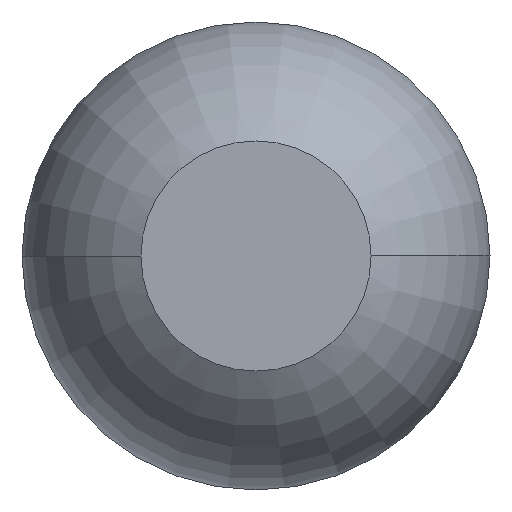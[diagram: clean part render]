
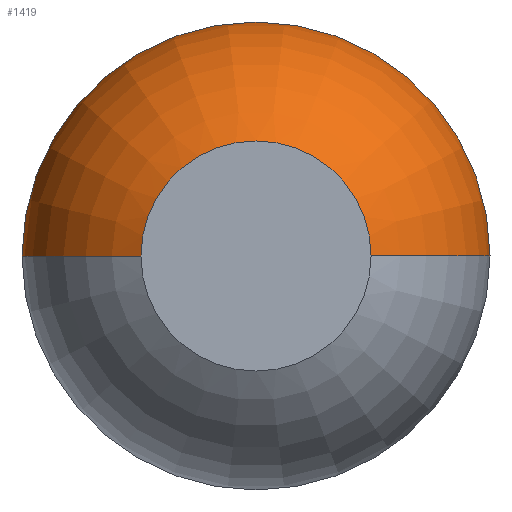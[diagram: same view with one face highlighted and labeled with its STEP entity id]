
A CAD part, front view. The second image highlights one B-rep face of the part: STEP entity #1419.
In plain terms, the highlighted toroidal (fillet/blend) face has major radius 0.005 mm and minor radius 0.3 mm.
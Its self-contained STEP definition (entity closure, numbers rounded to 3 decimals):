
#4 = ORIENTED_EDGE ( 'NONE', *, *, #3341, .F. ) ;
#45 = DIRECTION ( 'NONE',  ( -1., 0., 0. ) ) ;
#241 = CIRCLE ( 'NONE', #2454, 0.15 ) ;
#318 = DIRECTION ( 'NONE',  ( 0., 0., 1. ) ) ;
#590 = DIRECTION ( 'NONE',  ( 0., 1., 0. ) ) ;
#622 = DIRECTION ( 'NONE',  ( -1., 0., 0. ) ) ;
#704 = ORIENTED_EDGE ( 'NONE', *, *, #1010, .F. ) ;
#813 = EDGE_CURVE ( 'Defeature ausgef�hrt1_0+Defeature ausgef�hrt1_11+Defeature ausgef�hrt1_11+Defeature ausgef�hrt1_11', #2476, #2220, #241, .T. ) ;
#892 = VERTEX_POINT ( 'NONE', #1859 ) ;
#955 = CIRCLE ( 'NONE', #1981, 0.3 ) ;
#1010 = EDGE_CURVE ( 'NONE', #2476, #2796, #955, .T. ) ;
#1029 = CARTESIAN_POINT ( 'NONE',  ( -0.15, -29., 0. ) ) ;
#1120 = AXIS2_PLACEMENT_3D ( 'NONE', #1243, #318, #2406 ) ;
#1243 = CARTESIAN_POINT ( 'NONE',  ( 0.005, -28.737, 0. ) ) ;
#1261 = CARTESIAN_POINT ( 'NONE',  ( -0.305, -28.737, 0. ) ) ;
#1341 = DIRECTION ( 'NONE',  ( -1., 0., 0. ) ) ;
#1419 = ADVANCED_FACE ( 'Defeature ausgef�hrt1_0', ( #2495 ), #2224, .T. ) ;
#1577 = CARTESIAN_POINT ( 'NONE',  ( -0.005, -28.737, 0. ) ) ;
#1635 = DIRECTION ( 'NONE',  ( 0., 0., -1. ) ) ;
#1674 = AXIS2_PLACEMENT_3D ( 'NONE', #2562, #2784, #1928 ) ;
#1713 = CIRCLE ( 'NONE', #1120, 0.3 ) ;
#1833 = ORIENTED_EDGE ( 'NONE', *, *, #813, .T. ) ;
#1859 = CARTESIAN_POINT ( 'NONE',  ( 0.305, -28.737, 0. ) ) ;
#1912 = CARTESIAN_POINT ( 'NONE',  ( 0.15, -29., 0. ) ) ;
#1928 = DIRECTION ( 'NONE',  ( -1., 0., 0. ) ) ;
#1981 = AXIS2_PLACEMENT_3D ( 'NONE', #1577, #1635, #1341 ) ;
#1991 = EDGE_CURVE ( 'NONE', #2220, #892, #1713, .T. ) ;
#2220 = VERTEX_POINT ( 'NONE', #1912 ) ;
#2224 = TOROIDAL_SURFACE ( 'NONE', #2236, 0.005, 0.3 ) ;
#2236 = AXIS2_PLACEMENT_3D ( 'NONE', #2337, #590, #45 ) ;
#2267 = CIRCLE ( 'NONE', #1674, 0.305 ) ;
#2337 = CARTESIAN_POINT ( 'NONE',  ( 0., -28.737, 0. ) ) ;
#2406 = DIRECTION ( 'NONE',  ( 1., 0., 0. ) ) ;
#2454 = AXIS2_PLACEMENT_3D ( 'NONE', #3519, #2651, #622 ) ;
#2476 = VERTEX_POINT ( 'NONE', #1029 ) ;
#2495 = FACE_OUTER_BOUND ( 'NONE', #2592, .T. ) ;
#2562 = CARTESIAN_POINT ( 'NONE',  ( 0., -28.737, 0. ) ) ;
#2592 = EDGE_LOOP ( 'NONE', ( #1833, #3049, #4, #704 ) ) ;
#2651 = DIRECTION ( 'NONE',  ( 0., 1., 0. ) ) ;
#2784 = DIRECTION ( 'NONE',  ( 0., 1., 0. ) ) ;
#2796 = VERTEX_POINT ( 'NONE', #1261 ) ;
#3049 = ORIENTED_EDGE ( 'NONE', *, *, #1991, .T. ) ;
#3341 = EDGE_CURVE ( 'Defeature ausgef�hrt1_2+Defeature ausgef�hrt1_0+Defeature ausgef�hrt1_0+Defeature ausgef�hrt1_0', #2796, #892, #2267, .T. ) ;
#3519 = CARTESIAN_POINT ( 'NONE',  ( 0., -29., 0. ) ) ;
